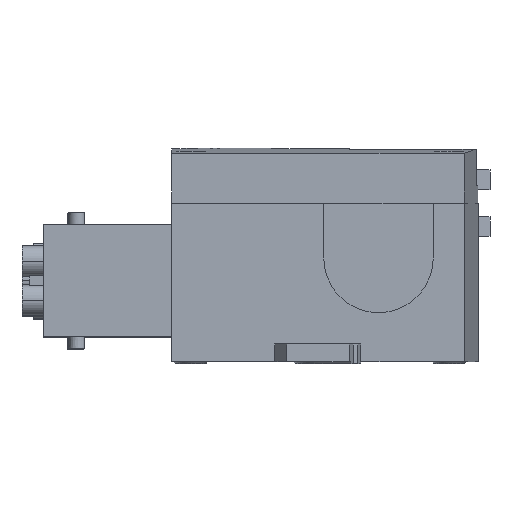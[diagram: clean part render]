
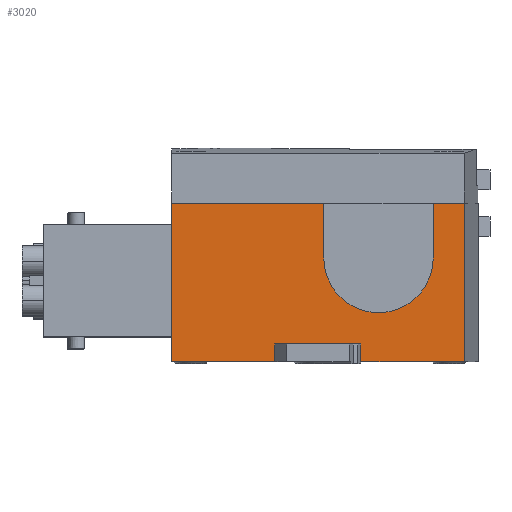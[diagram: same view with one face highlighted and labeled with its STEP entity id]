
A CAD part, left-side view. The second image highlights one B-rep face of the part: STEP entity #3020.
In plain terms, the highlighted planar face has unit normal (-1, 0, 0).
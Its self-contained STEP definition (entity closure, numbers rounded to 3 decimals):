
#1851=LINE('',#11960,#2443);
#1855=LINE('',#11973,#2447);
#1858=LINE('',#11979,#2450);
#1869=LINE('',#12005,#2461);
#1870=LINE('',#12006,#2462);
#1890=LINE('',#12097,#2482);
#1894=LINE('',#12105,#2486);
#1897=LINE('',#12111,#2489);
#1898=LINE('',#12113,#2490);
#1899=LINE('',#12115,#2491);
#1900=LINE('',#12116,#2492);
#2443=VECTOR('',#10046,1.);
#2447=VECTOR('',#10058,1.);
#2450=VECTOR('',#10063,1.);
#2461=VECTOR('',#10084,1.);
#2462=VECTOR('',#10085,1.);
#2482=VECTOR('',#10131,1.);
#2486=VECTOR('',#10137,1.);
#2489=VECTOR('',#10142,1.);
#2490=VECTOR('',#10145,1.);
#2491=VECTOR('',#10146,1.);
#2492=VECTOR('',#10147,1.);
#3020=ADVANCED_FACE('NONE',(#3674),#3347,.T.);
#3347=PLANE('',#8824);
#3674=FACE_OUTER_BOUND('',#4148,.T.);
#4148=EDGE_LOOP('',(#5324,#5325,#5326,#5327,#5328,#5329,#5330,#5331,#5332,
#5333,#5334,#5335,#5336));
#5324=ORIENTED_EDGE('',*,*,#7656,.F.);
#5325=ORIENTED_EDGE('',*,*,#7657,.F.);
#5326=ORIENTED_EDGE('',*,*,#7655,.T.);
#5327=ORIENTED_EDGE('',*,*,#7618,.F.);
#5328=ORIENTED_EDGE('',*,*,#7601,.T.);
#5329=ORIENTED_EDGE('',*,*,#7604,.F.);
#5330=ORIENTED_EDGE('',*,*,#7595,.F.);
#5331=ORIENTED_EDGE('',*,*,#7617,.F.);
#5332=ORIENTED_EDGE('',*,*,#7652,.F.);
#5333=ORIENTED_EDGE('',*,*,#7658,.F.);
#5334=ORIENTED_EDGE('',*,*,#7648,.F.);
#5335=ORIENTED_EDGE('',*,*,#7599,.F.);
#5336=ORIENTED_EDGE('',*,*,#7607,.F.);
#6737=VERTEX_POINT('',#11875);
#6759=VERTEX_POINT('',#11961);
#6762=VERTEX_POINT('',#11968);
#6763=VERTEX_POINT('',#11970);
#6764=VERTEX_POINT('',#11974);
#6765=VERTEX_POINT('',#11975);
#6767=VERTEX_POINT('',#11984);
#6775=VERTEX_POINT('',#12004);
#6776=VERTEX_POINT('',#12007);
#6800=VERTEX_POINT('',#12098);
#6802=VERTEX_POINT('',#12104);
#6804=VERTEX_POINT('',#12109);
#6805=VERTEX_POINT('',#12114);
#7595=EDGE_CURVE('NONE',#6737,#6759,#1851,.T.);
#7599=EDGE_CURVE('NONE',#6762,#6763,#8377,.T.);
#7601=EDGE_CURVE('NONE',#6764,#6765,#1855,.T.);
#7604=EDGE_CURVE('NONE',#6759,#6765,#1858,.T.);
#7607=EDGE_CURVE('NONE',#6767,#6762,#8379,.T.);
#7617=EDGE_CURVE('NONE',#6775,#6737,#1869,.T.);
#7618=EDGE_CURVE('NONE',#6764,#6776,#1870,.T.);
#7648=EDGE_CURVE('NONE',#6763,#6800,#1890,.T.);
#7652=EDGE_CURVE('NONE',#6802,#6775,#1894,.T.);
#7655=EDGE_CURVE('NONE',#6804,#6776,#1897,.T.);
#7656=EDGE_CURVE('NONE',#6805,#6767,#1898,.T.);
#7657=EDGE_CURVE('NONE',#6804,#6805,#1899,.T.);
#7658=EDGE_CURVE('NONE',#6800,#6802,#1900,.T.);
#8377=CIRCLE('',#8800,14.);
#8379=CIRCLE('',#8805,14.);
#8800=AXIS2_PLACEMENT_3D('',#11969,#10053,#10054);
#8805=AXIS2_PLACEMENT_3D('',#11985,#10069,#10070);
#8824=AXIS2_PLACEMENT_3D('',#12117,#10148,#10149);
#10046=DIRECTION('',(0.,0.,1.));
#10053=DIRECTION('',(-1.,0.,0.));
#10054=DIRECTION('',(0.,0.,-1.));
#10058=DIRECTION('',(0.,0.,1.));
#10063=DIRECTION('',(0.,1.,0.));
#10069=DIRECTION('',(-1.,0.,0.));
#10070=DIRECTION('',(0.,0.,-1.));
#10084=DIRECTION('',(0.,1.,0.));
#10085=DIRECTION('',(0.,1.,0.));
#10131=DIRECTION('',(0.,0.,1.));
#10137=DIRECTION('',(0.,0.,-1.));
#10142=DIRECTION('',(0.,0.,-1.));
#10145=DIRECTION('',(0.,0.,-1.));
#10146=DIRECTION('',(0.,-1.,0.));
#10147=DIRECTION('',(0.,-1.,0.));
#10148=DIRECTION('',(-1.,0.,0.));
#10149=DIRECTION('',(0.,-1.,0.));
#11875=CARTESIAN_POINT('',(14.,33.017,0.5));
#11960=CARTESIAN_POINT('',(14.,33.017,-0.1));
#11961=CARTESIAN_POINT('',(14.,33.017,5.));
#11968=CARTESIAN_POINT('',(14.,28.517,13.));
#11969=CARTESIAN_POINT('',(14.,28.517,27.));
#11970=CARTESIAN_POINT('',(14.,14.517,27.));
#11973=CARTESIAN_POINT('',(14.,55.017,-0.811));
#11974=CARTESIAN_POINT('',(14.,55.017,0.5));
#11975=CARTESIAN_POINT('',(14.,55.017,5.));
#11979=CARTESIAN_POINT('',(14.,76.617,5.));
#11984=CARTESIAN_POINT('',(14.,42.517,27.));
#11985=CARTESIAN_POINT('',(14.,28.517,27.));
#12004=CARTESIAN_POINT('',(14.,6.516,0.5));
#12005=CARTESIAN_POINT('',(14.,81.517,0.5));
#12006=CARTESIAN_POINT('',(14.,81.517,0.5));
#12007=CARTESIAN_POINT('',(14.,81.517,0.5));
#12097=CARTESIAN_POINT('',(14.,14.517,41.002));
#12098=CARTESIAN_POINT('',(14.,14.517,41.002));
#12104=CARTESIAN_POINT('',(14.,6.516,41.002));
#12105=CARTESIAN_POINT('',(14.,6.516,60.5));
#12109=CARTESIAN_POINT('',(14.,81.517,41.002));
#12111=CARTESIAN_POINT('',(14.,81.517,60.5));
#12113=CARTESIAN_POINT('',(14.,42.517,27.));
#12114=CARTESIAN_POINT('',(14.,42.517,41.002));
#12115=CARTESIAN_POINT('',(14.,76.617,41.002));
#12116=CARTESIAN_POINT('',(14.,76.617,41.002));
#12117=CARTESIAN_POINT('',(14.,76.617,-0.1));
